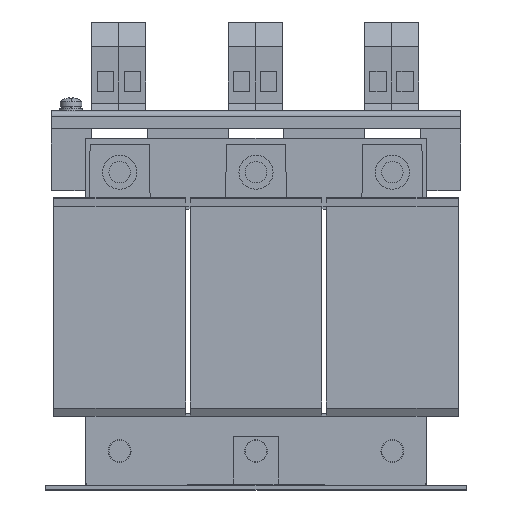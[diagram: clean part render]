
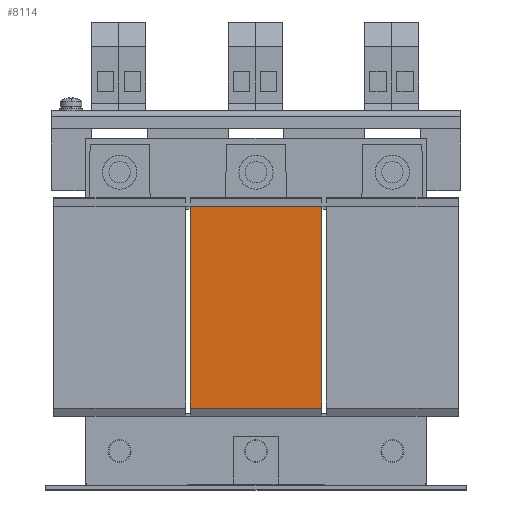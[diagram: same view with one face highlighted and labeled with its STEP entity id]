
A CAD part, top view. The second image highlights one B-rep face of the part: STEP entity #8114.
In plain terms, the highlighted planar face has unit normal (0, 0, 1).
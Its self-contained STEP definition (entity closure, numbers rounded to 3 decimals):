
#611 = EDGE_CURVE ( 'NONE', #16873, #25416, #15535, .T. ) ;
#2534 = VECTOR ( 'NONE', #7557, 1000. ) ;
#2557 = EDGE_CURVE ( 'NONE', #6604, #25710, #21788, .T. ) ;
#2960 = DIRECTION ( 'NONE',  ( 0., 1., 0. ) ) ;
#5031 = VECTOR ( 'NONE', #2960, 1000. ) ;
#5078 = DIRECTION ( 'NONE',  ( -1., 0., 0. ) ) ;
#6558 = CARTESIAN_POINT ( 'NONE',  ( 29., -42.5, 38.125 ) ) ;
#6604 = VERTEX_POINT ( 'NONE', #20070 ) ;
#6697 = EDGE_CURVE ( 'NONE', #16873, #6604, #17876, .T. ) ;
#6918 = EDGE_CURVE ( 'NONE', #25416, #25710, #19637, .T. ) ;
#7557 = DIRECTION ( 'NONE',  ( -1., 0., 0. ) ) ;
#8114 = ADVANCED_FACE ( 'NONE', ( #20194 ), #26493, .T. ) ;
#9468 = DIRECTION ( 'NONE',  ( 0., 1., 0. ) ) ;
#10544 = CARTESIAN_POINT ( 'NONE',  ( -29., 46.3, 38.125 ) ) ;
#12332 = ORIENTED_EDGE ( 'NONE', *, *, #611, .T. ) ;
#14296 = CARTESIAN_POINT ( 'NONE',  ( 29., -42.5, 38.125 ) ) ;
#14393 = VECTOR ( 'NONE', #5078, 1000. ) ;
#15535 = LINE ( 'NONE', #19930, #15974 ) ;
#15974 = VECTOR ( 'NONE', #9468, 1000. ) ;
#16873 = VERTEX_POINT ( 'NONE', #6558 ) ;
#17136 = ORIENTED_EDGE ( 'NONE', *, *, #2557, .F. ) ;
#17670 = CARTESIAN_POINT ( 'NONE',  ( -29., 1.9, 38.125 ) ) ;
#17876 = LINE ( 'NONE', #14296, #2534 ) ;
#17993 = DIRECTION ( 'NONE',  ( 1., 0., 0. ) ) ;
#18252 = ORIENTED_EDGE ( 'NONE', *, *, #6918, .T. ) ;
#18377 = EDGE_LOOP ( 'NONE', ( #17136, #24162, #12332, #18252 ) ) ;
#19380 = CARTESIAN_POINT ( 'NONE',  ( 29., 46.3, 38.125 ) ) ;
#19637 = LINE ( 'NONE', #21829, #14393 ) ;
#19930 = CARTESIAN_POINT ( 'NONE',  ( 29., 1.9, 38.125 ) ) ;
#20070 = CARTESIAN_POINT ( 'NONE',  ( -29., -42.5, 38.125 ) ) ;
#20194 = FACE_OUTER_BOUND ( 'NONE', #18377, .T. ) ;
#21788 = LINE ( 'NONE', #17670, #5031 ) ;
#21829 = CARTESIAN_POINT ( 'NONE',  ( 29., 46.3, 38.125 ) ) ;
#21978 = DIRECTION ( 'NONE',  ( 0., 0., 1. ) ) ;
#22383 = CARTESIAN_POINT ( 'NONE',  ( 29., 1.9, 38.125 ) ) ;
#24162 = ORIENTED_EDGE ( 'NONE', *, *, #6697, .F. ) ;
#25379 = AXIS2_PLACEMENT_3D ( 'NONE', #22383, #21978, #17993 ) ;
#25416 = VERTEX_POINT ( 'NONE', #19380 ) ;
#25710 = VERTEX_POINT ( 'NONE', #10544 ) ;
#26493 = PLANE ( 'NONE',  #25379 ) ;
